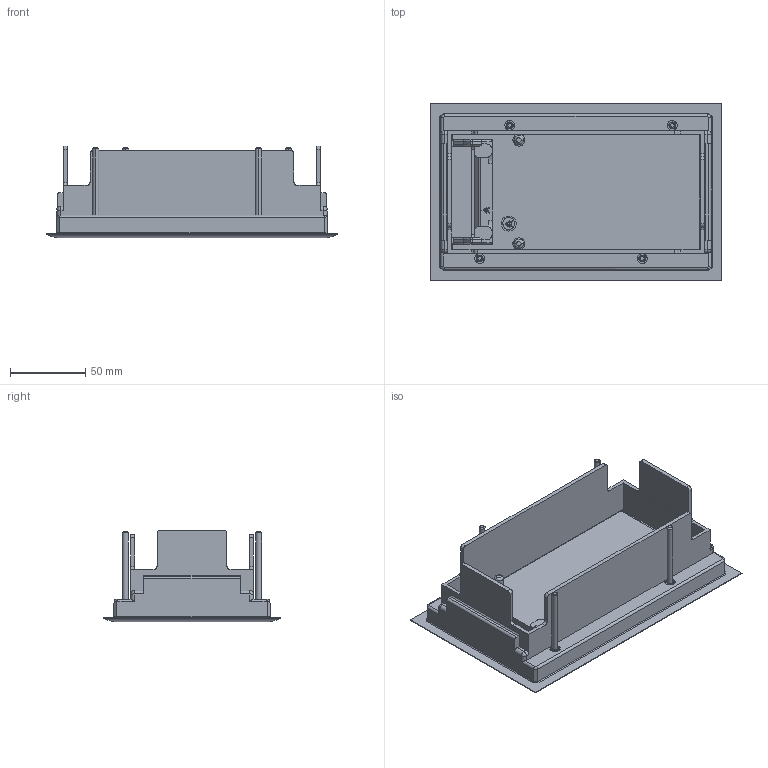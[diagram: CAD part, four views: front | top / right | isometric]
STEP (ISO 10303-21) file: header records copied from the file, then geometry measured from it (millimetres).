
FILE_DESCRIPTION (( 'STEP AP214' ), '1' );
FILE_NAME ('7405116_KSTP1.stp', '2016-05-03T12:54:07', ( '' ), ( '' ), 'SwSTEP 2.0', 'SolidWorks 2014', '' );
FILE_SCHEMA (( 'AUTOMOTIVE_DESIGN' ));
Length unit declared in the file: inch
Products named in the file (11): P_42834B_1_Standard; 30712A_Standard; 42843D_Standard; P_42846A_1_Standard; 35104333_Standard; P_42305A_1_Standard; 42852_Standard; 40046K_Standard; 39405602T1_Standard; P_42260A_1_Standard; 7405116_KSTP1
Assembly tree (14 placements, depth 3):
  7405116_KSTP1
    P_42260A_1_Standard
    40046K_Standard  x4
      39405602T1_Standard
    42852_Standard
    P_42305A_1_Standard
    35104333_Standard  x2
    30712A_Standard
      P_42846A_1_Standard
      42843D_Standard
    P_42834B_1_Standard
Bounding box: 194 x 118 x 61 mm (x, y, z)
Volume: 247179.9 mm3; surface area: 154511.1 mm2
Topology: 12 solids, 12 shells, 593 faces, 1461 edges, 896 vertices
Faces by surface type: plane 298, cylinder 203, bspline 72, cone 20
Entity records: 21574 total; most frequent: CARTESIAN_POINT 4339, ORIENTED_EDGE 2298, DIRECTION 2131, EDGE_CURVE 1149, VECTOR 751, LINE 751, VERTEX_POINT 714, AXIS2_PLACEMENT_3D 690
